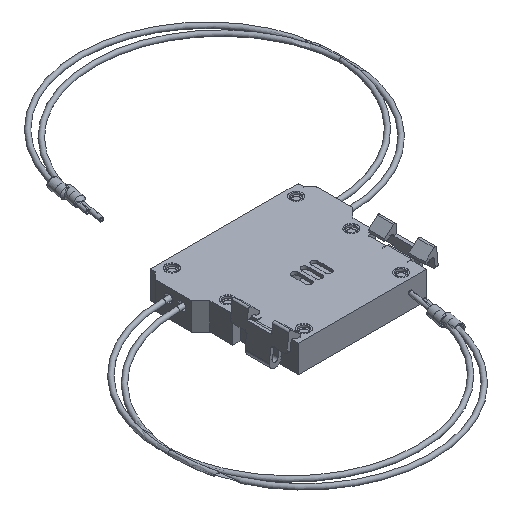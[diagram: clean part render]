
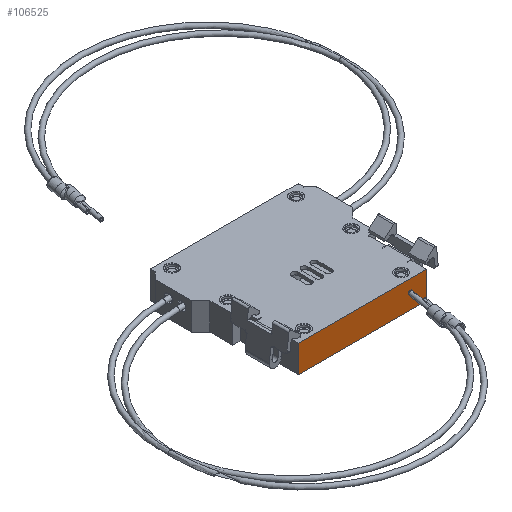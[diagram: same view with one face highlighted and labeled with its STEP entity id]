
A CAD part, isometric view. The second image highlights one B-rep face of the part: STEP entity #106525.
In plain terms, the highlighted planar face has unit normal (0, -1, 0).
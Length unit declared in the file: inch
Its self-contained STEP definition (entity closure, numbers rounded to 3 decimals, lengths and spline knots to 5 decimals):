
#91707=CARTESIAN_POINT('',(0.83268,-0.90737,-0.17717));
#91708=VERTEX_POINT('',#91707);
#91715=CARTESIAN_POINT('',(-0.83268,-0.90737,-0.17717));
#91716=VERTEX_POINT('',#91715);
#91717=CARTESIAN_POINT('',(-0.83268,-0.90737,-0.17717));
#91718=DIRECTION('',(1.0,0.0,0.0));
#91719=VECTOR('',#91718,1.66535);
#91720=LINE('',#91717,#91719);
#91721=EDGE_CURVE('',#91716,#91708,#91720,.T.);
#105725=CARTESIAN_POINT('',(-0.83268,-0.90737,0.17717));
#105726=VERTEX_POINT('',#105725);
#105733=CARTESIAN_POINT('',(0.83268,-0.90737,0.17717));
#105734=VERTEX_POINT('',#105733);
#105735=CARTESIAN_POINT('',(0.83268,-0.90737,0.17717));
#105736=DIRECTION('',(-1.0,0.0,0.0));
#105737=VECTOR('',#105736,1.66535);
#105738=LINE('',#105735,#105737);
#105739=EDGE_CURVE('',#105734,#105726,#105738,.T.);
#105971=CARTESIAN_POINT('',(-0.83268,-0.90737,-0.17717));
#105972=DIRECTION('',(0.0,0.0,1.0));
#105973=VECTOR('',#105972,0.35433);
#105974=LINE('',#105971,#105973);
#105975=EDGE_CURVE('',#91716,#105726,#105974,.T.);
#106498=CARTESIAN_POINT('',(0.83268,-0.90737,-0.17717));
#106499=DIRECTION('',(0.0,0.0,1.0));
#106500=VECTOR('',#106499,0.35433);
#106501=LINE('',#106498,#106500);
#106502=EDGE_CURVE('',#91708,#105734,#106501,.T.);
#106514=CARTESIAN_POINT('',(0.83268,-0.90737,0.0));
#106515=DIRECTION('',(0.0,-1.0,0.0));
#106516=DIRECTION('',(0.0,0.0,-1.0));
#106517=AXIS2_PLACEMENT_3D('',#106514,#106515,#106516);
#106518=PLANE('',#106517);
#106519=ORIENTED_EDGE('',*,*,#105739,.T.);
#106520=ORIENTED_EDGE('',*,*,#105975,.F.);
#106521=ORIENTED_EDGE('',*,*,#91721,.T.);
#106522=ORIENTED_EDGE('',*,*,#106502,.T.);
#106523=EDGE_LOOP('',(#106519,#106520,#106521,#106522));
#106524=FACE_OUTER_BOUND('',#106523,.T.);
#106525=ADVANCED_FACE('',(#106524),#106518,.T.);
